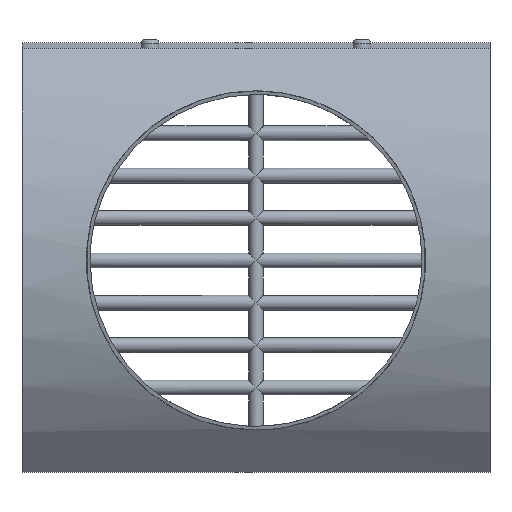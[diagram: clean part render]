
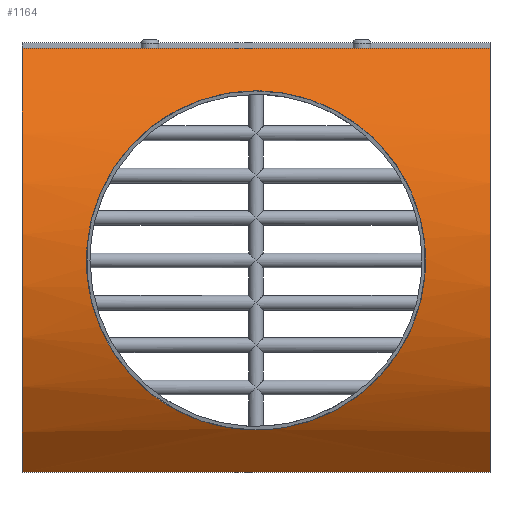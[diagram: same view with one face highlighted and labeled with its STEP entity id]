
A CAD part, front view. The second image highlights one B-rep face of the part: STEP entity #1164.
In plain terms, the highlighted cylindrical face has radius 172.704 mm (diameter 345.407 mm), a partial arc.
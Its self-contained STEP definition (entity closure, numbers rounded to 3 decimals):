
#61=LINE('',#2699,#108);
#63=LINE('',#2703,#110);
#108=VECTOR('',#1669,10.);
#110=VECTOR('',#1675,10.);
#181=CIRCLE('',#1318,172.704);
#182=CIRCLE('',#1320,172.704);
#215=B_SPLINE_CURVE_WITH_KNOTS('',3,(#2414,#2415,#2416,#2417,#2418,#2419,
#2420,#2421,#2422,#2423,#2424,#2425,#2426,#2427,#2428,#2429,#2430,#2431,
#2432,#2433,#2434,#2435,#2436,#2437,#2438,#2439,#2440,#2441,#2442,#2443,
#2444,#2445,#2446,#2447,#2448,#2449,#2450,#2451,#2452,#2453,#2454,#2455,
#2456,#2457,#2458,#2459,#2460,#2461,#2462,#2463,#2464,#2465,#2466,#2467,
#2468,#2469,#2470,#2471,#2472,#2473,#2474,#2475,#2476,#2477,#2478,#2479),
 .UNSPECIFIED.,.T.,.F.,(4,2,2,2,2,2,2,2,2,2,2,2,2,2,2,2,2,2,2,2,2,2,2,2,
2,2,2,2,2,2,2,2,4),(0.,1.86,3.719,5.579,
7.439,9.29,11.142,12.993,14.844,
16.696,18.547,20.399,22.25,24.11,
25.969,27.829,29.689,31.548,33.408,
35.268,37.127,38.979,40.83,42.682,
44.533,46.384,48.236,50.087,51.939,
53.798,55.658,57.518,59.377),
 .UNSPECIFIED.);
#254=FACE_BOUND('',#438,.T.);
#327=FACE_OUTER_BOUND('',#437,.T.);
#437=EDGE_LOOP('',(#1039,#1040,#1041,#1042));
#438=EDGE_LOOP('',(#1043));
#517=VERTEX_POINT('',#2413);
#558=VERTEX_POINT('',#2683);
#559=VERTEX_POINT('',#2685);
#562=VERTEX_POINT('',#2693);
#563=VERTEX_POINT('',#2695);
#642=EDGE_CURVE('',#517,#517,#215,.T.);
#714=EDGE_CURVE('',#558,#559,#181,.T.);
#719=EDGE_CURVE('',#562,#563,#182,.T.);
#721=EDGE_CURVE('',#558,#563,#61,.T.);
#723=EDGE_CURVE('',#562,#559,#63,.T.);
#1039=ORIENTED_EDGE('',*,*,#723,.T.);
#1040=ORIENTED_EDGE('',*,*,#714,.F.);
#1041=ORIENTED_EDGE('',*,*,#721,.T.);
#1042=ORIENTED_EDGE('',*,*,#719,.F.);
#1043=ORIENTED_EDGE('',*,*,#642,.T.);
#1091=CYLINDRICAL_SURFACE('',#1324,172.704);
#1164=ADVANCED_FACE('',(#327,#254),#1091,.T.);
#1318=AXIS2_PLACEMENT_3D('',#2686,#1656,#1657);
#1320=AXIS2_PLACEMENT_3D('',#2696,#1664,#1665);
#1324=AXIS2_PLACEMENT_3D('',#2704,#1676,#1677);
#1656=DIRECTION('center_axis',(1.,0.,0.));
#1657=DIRECTION('ref_axis',(0.,-0.719,0.695));
#1664=DIRECTION('center_axis',(-1.,0.,0.));
#1665=DIRECTION('ref_axis',(0.,-0.719,0.695));
#1669=DIRECTION('',(-1.,0.,0.));
#1675=DIRECTION('',(1.,0.,0.));
#1676=DIRECTION('center_axis',(1.,0.,0.));
#1677=DIRECTION('ref_axis',(0.,-0.719,0.695));
#2413=CARTESIAN_POINT('',(0.,-19.36,-96.));
#2414=CARTESIAN_POINT('Ctrl Pts',(0.,-19.36,
-96.));
#2415=CARTESIAN_POINT('Ctrl Pts',(-6.199,-19.36,-96.));
#2416=CARTESIAN_POINT('Ctrl Pts',(-12.547,-19.774,-95.39));
#2417=CARTESIAN_POINT('Ctrl Pts',(-25.067,-21.4,-92.889));
#2418=CARTESIAN_POINT('Ctrl Pts',(-31.24,-22.609,-90.999));
#2419=CARTESIAN_POINT('Ctrl Pts',(-43.004,-25.554,-86.066));
#2420=CARTESIAN_POINT('Ctrl Pts',(-48.608,-27.288,-83.019));
#2421=CARTESIAN_POINT('Ctrl Pts',(-58.949,-30.916,-76.026));
#2422=CARTESIAN_POINT('Ctrl Pts',(-63.686,-32.806,-72.078));
#2423=CARTESIAN_POINT('Ctrl Pts',(-72.059,-36.385,-63.705));
#2424=CARTESIAN_POINT('Ctrl Pts',(-76.004,-38.209,-58.977));
#2425=CARTESIAN_POINT('Ctrl Pts',(-83.005,-41.6,-48.633));
#2426=CARTESIAN_POINT('Ctrl Pts',(-86.061,-43.166,-43.017));
#2427=CARTESIAN_POINT('Ctrl Pts',(-91.005,-45.761,-31.224));
#2428=CARTESIAN_POINT('Ctrl Pts',(-92.897,-46.792,-25.037));
#2429=CARTESIAN_POINT('Ctrl Pts',(-95.395,-48.161,-12.511));
#2430=CARTESIAN_POINT('Ctrl Pts',(-96.,-48.5,-6.171));
#2431=CARTESIAN_POINT('Ctrl Pts',(-96.,-48.5,6.171));
#2432=CARTESIAN_POINT('Ctrl Pts',(-95.395,-48.161,12.511));
#2433=CARTESIAN_POINT('Ctrl Pts',(-92.897,-46.792,25.037));
#2434=CARTESIAN_POINT('Ctrl Pts',(-91.005,-45.761,31.224));
#2435=CARTESIAN_POINT('Ctrl Pts',(-86.061,-43.166,43.017));
#2436=CARTESIAN_POINT('Ctrl Pts',(-83.005,-41.6,48.633));
#2437=CARTESIAN_POINT('Ctrl Pts',(-76.004,-38.209,58.977));
#2438=CARTESIAN_POINT('Ctrl Pts',(-72.059,-36.385,63.705));
#2439=CARTESIAN_POINT('Ctrl Pts',(-63.686,-32.806,72.078));
#2440=CARTESIAN_POINT('Ctrl Pts',(-58.949,-30.916,76.026));
#2441=CARTESIAN_POINT('Ctrl Pts',(-48.608,-27.288,83.019));
#2442=CARTESIAN_POINT('Ctrl Pts',(-43.004,-25.554,86.066));
#2443=CARTESIAN_POINT('Ctrl Pts',(-31.24,-22.609,90.999));
#2444=CARTESIAN_POINT('Ctrl Pts',(-25.067,-21.4,92.889));
#2445=CARTESIAN_POINT('Ctrl Pts',(-12.547,-19.774,95.39));
#2446=CARTESIAN_POINT('Ctrl Pts',(-6.199,-19.36,96.));
#2447=CARTESIAN_POINT('Ctrl Pts',(6.199,-19.36,96.));
#2448=CARTESIAN_POINT('Ctrl Pts',(12.547,-19.774,95.39));
#2449=CARTESIAN_POINT('Ctrl Pts',(25.067,-21.4,92.889));
#2450=CARTESIAN_POINT('Ctrl Pts',(31.24,-22.609,90.999));
#2451=CARTESIAN_POINT('Ctrl Pts',(43.004,-25.554,86.066));
#2452=CARTESIAN_POINT('Ctrl Pts',(48.608,-27.288,83.019));
#2453=CARTESIAN_POINT('Ctrl Pts',(58.949,-30.916,76.026));
#2454=CARTESIAN_POINT('Ctrl Pts',(63.686,-32.806,72.078));
#2455=CARTESIAN_POINT('Ctrl Pts',(72.059,-36.385,63.705));
#2456=CARTESIAN_POINT('Ctrl Pts',(76.004,-38.209,58.977));
#2457=CARTESIAN_POINT('Ctrl Pts',(83.005,-41.6,48.633));
#2458=CARTESIAN_POINT('Ctrl Pts',(86.061,-43.166,43.017));
#2459=CARTESIAN_POINT('Ctrl Pts',(91.005,-45.761,31.224));
#2460=CARTESIAN_POINT('Ctrl Pts',(92.897,-46.792,25.037));
#2461=CARTESIAN_POINT('Ctrl Pts',(95.395,-48.161,12.511));
#2462=CARTESIAN_POINT('Ctrl Pts',(96.,-48.5,6.171));
#2463=CARTESIAN_POINT('Ctrl Pts',(96.,-48.5,-6.171));
#2464=CARTESIAN_POINT('Ctrl Pts',(95.395,-48.161,-12.511));
#2465=CARTESIAN_POINT('Ctrl Pts',(92.897,-46.792,-25.037));
#2466=CARTESIAN_POINT('Ctrl Pts',(91.005,-45.761,-31.224));
#2467=CARTESIAN_POINT('Ctrl Pts',(86.061,-43.166,-43.017));
#2468=CARTESIAN_POINT('Ctrl Pts',(83.005,-41.6,-48.633));
#2469=CARTESIAN_POINT('Ctrl Pts',(76.004,-38.209,-58.977));
#2470=CARTESIAN_POINT('Ctrl Pts',(72.059,-36.385,-63.705));
#2471=CARTESIAN_POINT('Ctrl Pts',(63.686,-32.806,-72.078));
#2472=CARTESIAN_POINT('Ctrl Pts',(58.949,-30.916,-76.026));
#2473=CARTESIAN_POINT('Ctrl Pts',(48.608,-27.288,-83.019));
#2474=CARTESIAN_POINT('Ctrl Pts',(43.004,-25.554,-86.066));
#2475=CARTESIAN_POINT('Ctrl Pts',(31.24,-22.609,-90.999));
#2476=CARTESIAN_POINT('Ctrl Pts',(25.067,-21.4,-92.889));
#2477=CARTESIAN_POINT('Ctrl Pts',(12.547,-19.774,-95.39));
#2478=CARTESIAN_POINT('Ctrl Pts',(6.199,-19.36,-96.));
#2479=CARTESIAN_POINT('Ctrl Pts',(0.,-19.36,
-96.));
#2683=CARTESIAN_POINT('',(132.5,0.,120.));
#2685=CARTESIAN_POINT('',(132.5,0.,-120.));
#2686=CARTESIAN_POINT('Origin',(132.5,124.204,0.));
#2693=CARTESIAN_POINT('',(-132.5,0.,-120.));
#2695=CARTESIAN_POINT('',(-132.5,0.,120.));
#2696=CARTESIAN_POINT('Origin',(-132.5,124.204,0.));
#2699=CARTESIAN_POINT('',(0.,0.,120.));
#2703=CARTESIAN_POINT('',(0.,0.,-120.));
#2704=CARTESIAN_POINT('Origin',(0.,124.204,0.));
